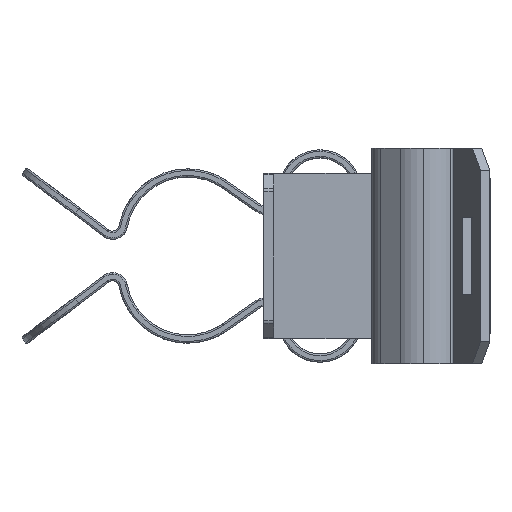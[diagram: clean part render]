
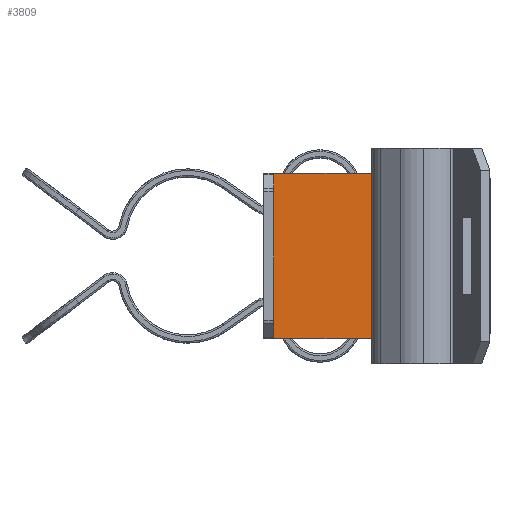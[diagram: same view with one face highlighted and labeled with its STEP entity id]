
A CAD part, left-side view. The second image highlights one B-rep face of the part: STEP entity #3809.
In plain terms, the highlighted face is planar.
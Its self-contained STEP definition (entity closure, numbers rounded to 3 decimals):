
#59 = DIRECTION ( 'NONE',  ( 0., 1., 0. ) ) ;
#740 = DIRECTION ( 'NONE',  ( 0., 1., 0. ) ) ;
#977 = VECTOR ( 'NONE', #59, 1000. ) ;
#1387 = CARTESIAN_POINT ( 'NONE',  ( 118.012, 104.207, 262.718 ) ) ;
#2683 = ORIENTED_EDGE ( 'NONE', *, *, #9691, .F. ) ;
#2828 = ORIENTED_EDGE ( 'NONE', *, *, #5072, .F. ) ;
#3809 = ADVANCED_FACE ( 'NONE', ( #11209 ), #7165, .T. ) ;
#4294 = DIRECTION ( 'NONE',  ( 0., 0., 1. ) ) ;
#4406 = DIRECTION ( 'NONE',  ( 0., 1., 0. ) ) ;
#4528 = CARTESIAN_POINT ( 'NONE',  ( 118.012, 98.307, 252.718 ) ) ;
#4748 = VERTEX_POINT ( 'NONE', #8103 ) ;
#5072 = EDGE_CURVE ( 'NONE', #11113, #12650, #5520, .T. ) ;
#5520 = LINE ( 'NONE', #16014, #16102 ) ;
#6443 = CARTESIAN_POINT ( 'NONE',  ( 118.012, 104.207, 237.257 ) ) ;
#6878 = VECTOR ( 'NONE', #740, 1000. ) ;
#7165 = PLANE ( 'NONE',  #13567 ) ;
#8103 = CARTESIAN_POINT ( 'NONE',  ( 118.012, 104.207, 252.718 ) ) ;
#8575 = EDGE_LOOP ( 'NONE', ( #16834, #2683, #2828, #16581 ) ) ;
#9039 = EDGE_CURVE ( 'NONE', #11113, #4748, #12642, .T. ) ;
#9257 = VECTOR ( 'NONE', #13142, 1000. ) ;
#9289 = LINE ( 'NONE', #1387, #977 ) ;
#9691 = EDGE_CURVE ( 'NONE', #12650, #14273, #9289, .T. ) ;
#11113 = VERTEX_POINT ( 'NONE', #16679 ) ;
#11209 = FACE_OUTER_BOUND ( 'NONE', #8575, .T. ) ;
#12642 = LINE ( 'NONE', #4528, #6878 ) ;
#12650 = VERTEX_POINT ( 'NONE', #15170 ) ;
#13142 = DIRECTION ( 'NONE',  ( 0., 0., -1. ) ) ;
#13567 = AXIS2_PLACEMENT_3D ( 'NONE', #16467, #14978, #4406 ) ;
#14273 = VERTEX_POINT ( 'NONE', #16924 ) ;
#14838 = EDGE_CURVE ( 'NONE', #14273, #4748, #16955, .T. ) ;
#14978 = DIRECTION ( 'NONE',  ( 1., 0., 0. ) ) ;
#15170 = CARTESIAN_POINT ( 'NONE',  ( 118.012, 98.307, 262.718 ) ) ;
#16014 = CARTESIAN_POINT ( 'NONE',  ( 118.012, 98.307, 252.718 ) ) ;
#16102 = VECTOR ( 'NONE', #4294, 1000. ) ;
#16467 = CARTESIAN_POINT ( 'NONE',  ( 118.012, 104.207, 252.718 ) ) ;
#16581 = ORIENTED_EDGE ( 'NONE', *, *, #9039, .T. ) ;
#16679 = CARTESIAN_POINT ( 'NONE',  ( 118.012, 98.307, 252.718 ) ) ;
#16834 = ORIENTED_EDGE ( 'NONE', *, *, #14838, .F. ) ;
#16924 = CARTESIAN_POINT ( 'NONE',  ( 118.012, 104.207, 262.718 ) ) ;
#16955 = LINE ( 'NONE', #6443, #9257 ) ;
